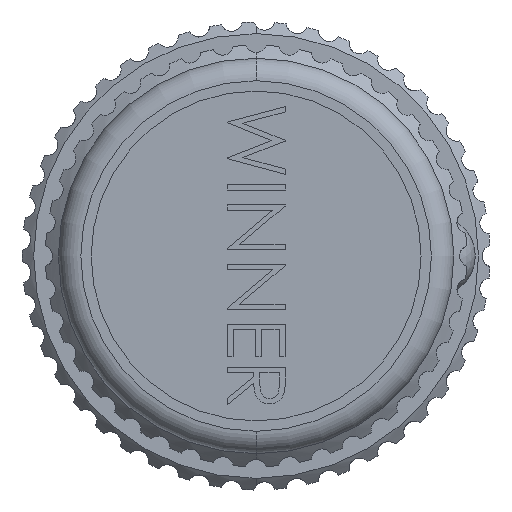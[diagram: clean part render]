
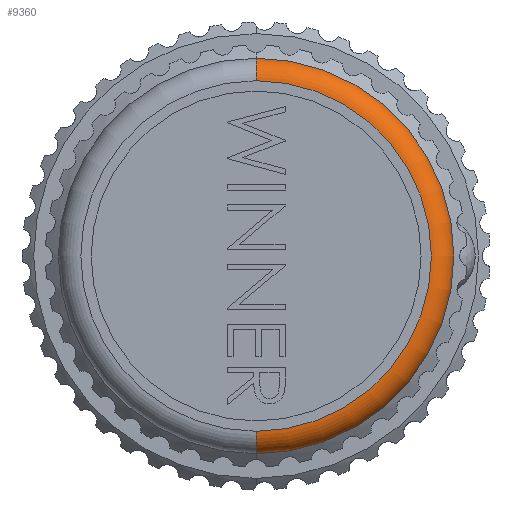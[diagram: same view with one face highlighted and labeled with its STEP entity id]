
A CAD part, left-side view. The second image highlights one B-rep face of the part: STEP entity #9360.
In plain terms, the highlighted toroidal (fillet/blend) face has major radius 12.009 mm and minor radius 1.6 mm.
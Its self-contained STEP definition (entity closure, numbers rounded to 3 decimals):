
#1478 = ORIENTED_EDGE ( 'NONE', *, *, #14518, .T. ) ;
#2276 = VERTEX_POINT ( 'NONE', #8648 ) ;
#2986 = VERTEX_POINT ( 'NONE', #21844 ) ;
#3213 = DIRECTION ( 'NONE',  ( 0., 0., -1. ) ) ;
#3876 = EDGE_CURVE ( 'NONE', #19430, #2986, #12378, .T. ) ;
#4769 = AXIS2_PLACEMENT_3D ( 'NONE', #8778, #16939, #10758 ) ;
#5492 = EDGE_LOOP ( 'NONE', ( #5952, #1478, #15063, #14973 ) ) ;
#5952 = ORIENTED_EDGE ( 'NONE', *, *, #3876, .T. ) ;
#6866 = VERTEX_POINT ( 'NONE', #19186 ) ;
#8648 = CARTESIAN_POINT ( 'NONE',  ( -30.35, 0., -12.059 ) ) ;
#8778 = CARTESIAN_POINT ( 'NONE',  ( -28.751, 0., -12.009 ) ) ;
#9360 = ADVANCED_FACE ( 'NONE', ( #22367 ), #24563, .T. ) ;
#9538 = AXIS2_PLACEMENT_3D ( 'NONE', #21317, #17152, #23484 ) ;
#9863 = CIRCLE ( 'NONE', #19424, 12.059 ) ;
#9878 = CARTESIAN_POINT ( 'NONE',  ( -28.751, 0., 12.009 ) ) ;
#9942 = EDGE_CURVE ( 'NONE', #2276, #6866, #9863, .T. ) ;
#10758 = DIRECTION ( 'NONE',  ( -1., 0., 0. ) ) ;
#11014 = CIRCLE ( 'NONE', #14130, 1.6 ) ;
#11662 = EDGE_CURVE ( 'NONE', #19430, #2276, #13036, .T. ) ;
#12287 = CARTESIAN_POINT ( 'NONE',  ( -30.35, 0., 0. ) ) ;
#12378 = CIRCLE ( 'NONE', #9538, 13.6 ) ;
#13036 = CIRCLE ( 'NONE', #4769, 1.6 ) ;
#14130 = AXIS2_PLACEMENT_3D ( 'NONE', #9878, #14170, #22240 ) ;
#14170 = DIRECTION ( 'NONE',  ( 0., -1., 0. ) ) ;
#14518 = EDGE_CURVE ( 'NONE', #2986, #6866, #11014, .T. ) ;
#14605 = DIRECTION ( 'NONE',  ( -1., 0., 0. ) ) ;
#14973 = ORIENTED_EDGE ( 'NONE', *, *, #11662, .F. ) ;
#15063 = ORIENTED_EDGE ( 'NONE', *, *, #9942, .F. ) ;
#16939 = DIRECTION ( 'NONE',  ( 0., 1., 0. ) ) ;
#17152 = DIRECTION ( 'NONE',  ( -1., 0., 0. ) ) ;
#18707 = AXIS2_PLACEMENT_3D ( 'NONE', #22012, #26268, #3213 ) ;
#19186 = CARTESIAN_POINT ( 'NONE',  ( -30.35, 0., 12.059 ) ) ;
#19424 = AXIS2_PLACEMENT_3D ( 'NONE', #12287, #14605, #24556 ) ;
#19430 = VERTEX_POINT ( 'NONE', #26277 ) ;
#21317 = CARTESIAN_POINT ( 'NONE',  ( -28.58, 0., 0. ) ) ;
#21844 = CARTESIAN_POINT ( 'NONE',  ( -28.58, 0., 13.6 ) ) ;
#22012 = CARTESIAN_POINT ( 'NONE',  ( -28.751, 0., 0. ) ) ;
#22240 = DIRECTION ( 'NONE',  ( 1., 0., 0. ) ) ;
#22367 = FACE_OUTER_BOUND ( 'NONE', #5492, .T. ) ;
#23484 = DIRECTION ( 'NONE',  ( 0., 0., -1. ) ) ;
#24556 = DIRECTION ( 'NONE',  ( 0., 0., -1. ) ) ;
#24563 = TOROIDAL_SURFACE ( 'NONE', #18707, 12.009, 1.6 ) ;
#26268 = DIRECTION ( 'NONE',  ( -1., 0., 0. ) ) ;
#26277 = CARTESIAN_POINT ( 'NONE',  ( -28.58, 0., -13.6 ) ) ;
